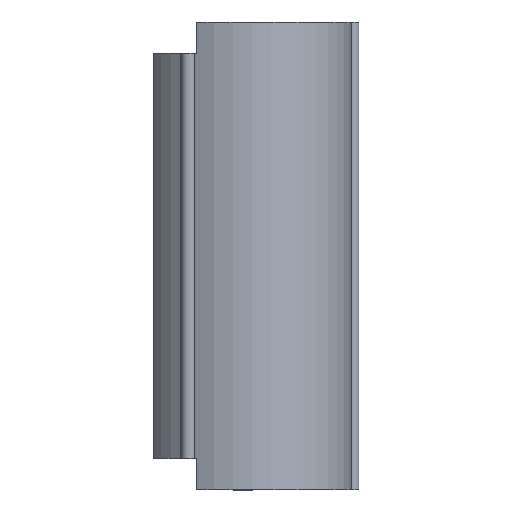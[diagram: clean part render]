
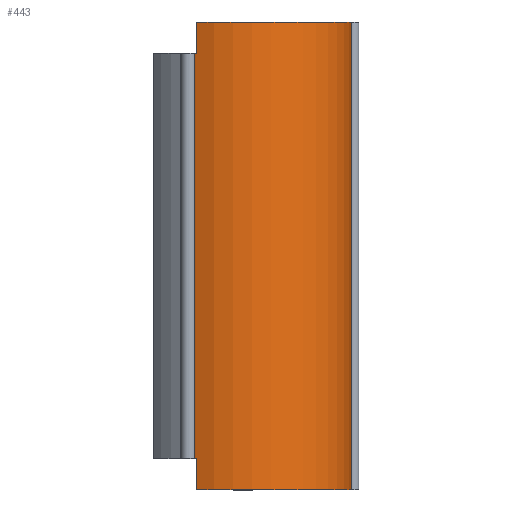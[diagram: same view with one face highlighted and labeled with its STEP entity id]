
A CAD part, top view. The second image highlights one B-rep face of the part: STEP entity #443.
In plain terms, the highlighted cylindrical face has radius 10.5 mm (diameter 21 mm), a partial arc.
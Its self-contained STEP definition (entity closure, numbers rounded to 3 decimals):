
#20=CYLINDRICAL_SURFACE('',#511,10.5);
#37=FACE_OUTER_BOUND('',#61,.T.);
#61=EDGE_LOOP('',(#367,#368,#369,#370,#371,#372,#373,#374,#375,#376));
#80=CIRCLE('',#479,10.5);
#84=CIRCLE('',#484,10.5);
#93=CIRCLE('',#496,10.5);
#95=CIRCLE('',#499,10.5);
#101=CIRCLE('',#512,10.5);
#102=CIRCLE('',#513,10.5);
#129=LINE('',#784,#163);
#130=LINE('',#787,#164);
#131=LINE('',#791,#165);
#132=LINE('',#792,#166);
#163=VECTOR('',#639,10.);
#164=VECTOR('',#642,10.);
#165=VECTOR('',#647,10.);
#166=VECTOR('',#648,10.);
#182=VERTEX_POINT('',#696);
#186=VERTEX_POINT('',#704);
#188=VERTEX_POINT('',#709);
#190=VERTEX_POINT('',#714);
#204=VERTEX_POINT('',#745);
#205=VERTEX_POINT('',#747);
#207=VERTEX_POINT('',#753);
#209=VERTEX_POINT('',#756);
#213=VERTEX_POINT('',#786);
#214=VERTEX_POINT('',#789);
#230=EDGE_CURVE('',#182,#186,#80,.T.);
#235=EDGE_CURVE('',#188,#190,#84,.T.);
#249=EDGE_CURVE('',#204,#205,#93,.T.);
#253=EDGE_CURVE('',#207,#209,#95,.T.);
#271=EDGE_CURVE('',#190,#209,#129,.T.);
#272=EDGE_CURVE('',#213,#186,#130,.T.);
#273=EDGE_CURVE('',#213,#188,#101,.T.);
#274=EDGE_CURVE('',#214,#207,#102,.T.);
#275=EDGE_CURVE('',#214,#205,#131,.T.);
#276=EDGE_CURVE('',#182,#204,#132,.T.);
#367=ORIENTED_EDGE('',*,*,#230,.T.);
#368=ORIENTED_EDGE('',*,*,#272,.F.);
#369=ORIENTED_EDGE('',*,*,#273,.T.);
#370=ORIENTED_EDGE('',*,*,#235,.T.);
#371=ORIENTED_EDGE('',*,*,#271,.T.);
#372=ORIENTED_EDGE('',*,*,#253,.F.);
#373=ORIENTED_EDGE('',*,*,#274,.F.);
#374=ORIENTED_EDGE('',*,*,#275,.T.);
#375=ORIENTED_EDGE('',*,*,#249,.F.);
#376=ORIENTED_EDGE('',*,*,#276,.F.);
#443=ADVANCED_FACE('',(#37),#20,.T.);
#479=AXIS2_PLACEMENT_3D('',#706,#555,#556);
#484=AXIS2_PLACEMENT_3D('',#716,#566,#567);
#496=AXIS2_PLACEMENT_3D('',#748,#595,#596);
#499=AXIS2_PLACEMENT_3D('',#757,#603,#604);
#511=AXIS2_PLACEMENT_3D('',#785,#640,#641);
#512=AXIS2_PLACEMENT_3D('',#788,#643,#644);
#513=AXIS2_PLACEMENT_3D('',#790,#645,#646);
#555=DIRECTION('center_axis',(0.,1.,0.));
#556=DIRECTION('ref_axis',(-0.44,0.,0.898));
#566=DIRECTION('center_axis',(0.,1.,0.));
#567=DIRECTION('ref_axis',(-0.44,0.,0.898));
#595=DIRECTION('center_axis',(0.,1.,0.));
#596=DIRECTION('ref_axis',(-0.44,0.,0.898));
#603=DIRECTION('center_axis',(0.,1.,0.));
#604=DIRECTION('ref_axis',(-0.44,0.,0.898));
#639=DIRECTION('',(0.,1.,0.));
#640=DIRECTION('center_axis',(0.,1.,0.));
#641=DIRECTION('ref_axis',(-0.44,0.,0.898));
#642=DIRECTION('',(0.,1.,0.));
#643=DIRECTION('center_axis',(0.,1.,0.));
#644=DIRECTION('ref_axis',(-0.44,0.,0.898));
#645=DIRECTION('center_axis',(0.,1.,0.));
#646=DIRECTION('ref_axis',(-0.44,0.,0.898));
#647=DIRECTION('',(0.,-1.,0.));
#648=DIRECTION('',(0.,1.,0.));
#696=CARTESIAN_POINT('',(-4.618,3.,9.43));
#704=CARTESIAN_POINT('',(-4.437,3.,9.516));
#706=CARTESIAN_POINT('Origin',(0.,3.,0.));
#709=CARTESIAN_POINT('',(4.437,0.,9.516));
#714=CARTESIAN_POINT('',(10.478,0.,0.684));
#716=CARTESIAN_POINT('Origin',(0.,0.,0.));
#745=CARTESIAN_POINT('',(-4.618,42.,9.43));
#747=CARTESIAN_POINT('',(-4.437,42.,9.516));
#748=CARTESIAN_POINT('Origin',(0.,42.,0.));
#753=CARTESIAN_POINT('',(4.437,45.,9.516));
#756=CARTESIAN_POINT('',(10.478,45.,0.684));
#757=CARTESIAN_POINT('Origin',(0.,45.,0.));
#784=CARTESIAN_POINT('',(10.478,0.,0.684));
#785=CARTESIAN_POINT('Origin',(0.,0.,0.));
#786=CARTESIAN_POINT('',(-4.437,0.,9.516));
#787=CARTESIAN_POINT('',(-4.437,0.,9.516));
#788=CARTESIAN_POINT('Origin',(0.,0.,0.));
#789=CARTESIAN_POINT('',(-4.437,45.,9.516));
#790=CARTESIAN_POINT('Origin',(0.,45.,0.));
#791=CARTESIAN_POINT('',(-4.437,0.,9.516));
#792=CARTESIAN_POINT('',(-4.618,0.,9.43));
